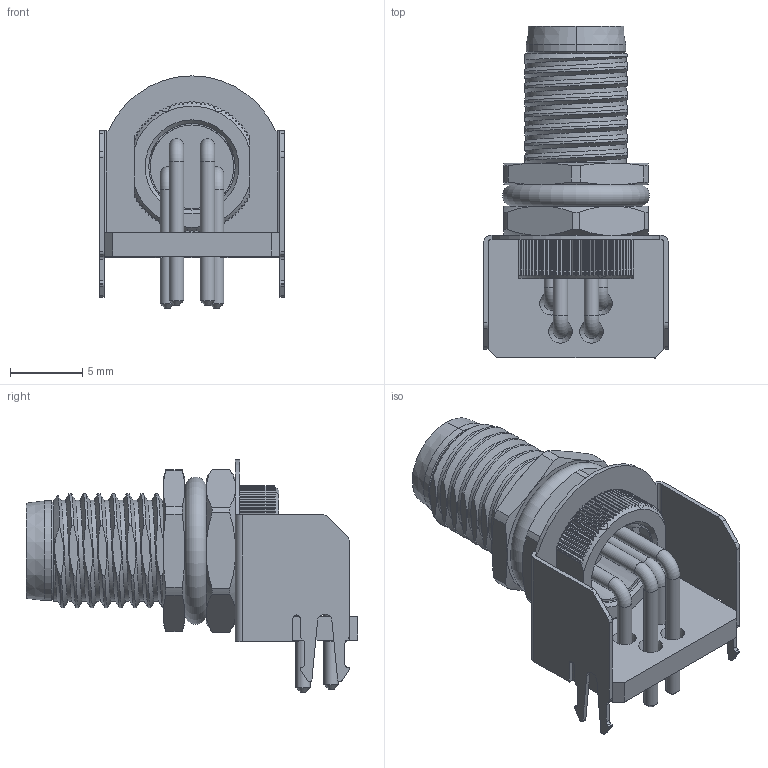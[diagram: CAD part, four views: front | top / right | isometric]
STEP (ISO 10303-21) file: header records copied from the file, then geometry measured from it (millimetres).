
FILE_DESCRIPTION(/* description */ (''),/* implementation_level */ '2;1');
FILE_NAME(/* name */ 'M8-L-P4.stp',/* time_stamp */ '2021-11-24T18:42:21+08:00',/* author */ (''),/* organization */ (''),/* preprocessor_version */ 'ST-DEVELOPER v16',/* originating_system */ 'SIEMENS PLM Software NX 11.0',/* authorisation */ '');
FILE_SCHEMA (('AUTOMOTIVE_DESIGN { 1 0 10303 214 3 1 1 1 }'));
Length unit declared in the file: millimetre
Products named in the file (11): M8弯式4芯公座定位板_1470
65ID; H1.5螺母_147068ID; Φ7.2O型圈_147070ID; M8-L型公针后针_147061ID; M8-L型公针后针_147062ID; M8-L型公针前针_147063ID; M8-L型公针前针_147064ID; PA1023016 M8 90度卡扣屏蔽壳_147066ID; m8-M-4P-L_stp_147067ID; M8-L型公座_147069ID; M8-4L-P
Assembly tree (10 placements, depth 2):
  M8-4L-P
    M8-L型公座_147069ID
    m8-M-4P-L_stp_147067ID
    PA1023016 M8 90度卡扣屏蔽壳_147066ID
    M8-L型公针前针_147064ID
    M8-L型公针前针_147063ID
    M8-L型公针后针_147062ID
    M8-L型公针后针_147061ID
    Φ7.2O型圈_147070ID
    H1.5螺母_147068ID
    M8弯式4芯公座定位板_1470
65ID
Bounding box: 12.8 x 23 x 16.1 mm (x, y, z)
Volume: 1003.2 mm3; surface area: 2464.4 mm2
Topology: 5 solids, 6 shells, 613 faces, 1726 edges, 1140 vertices
Faces by surface type: plane 285, cylinder 235, cone 47, extrusion 33, torus 5, bspline 4, sphere 4
Full cylindrical faces by diameter (mm): 1 x12, 1.05 x4, 5.8 x1, 6 x1, 6.5 x1, 7 x1
Entity records: 24778 total; most frequent: CARTESIAN_POINT 9525, ORIENTED_EDGE 3338, DIRECTION 2819, EDGE_CURVE 1669, VERTEX_POINT 1124, AXIS2_PLACEMENT_3D 1016, VECTOR 787, LINE 754
